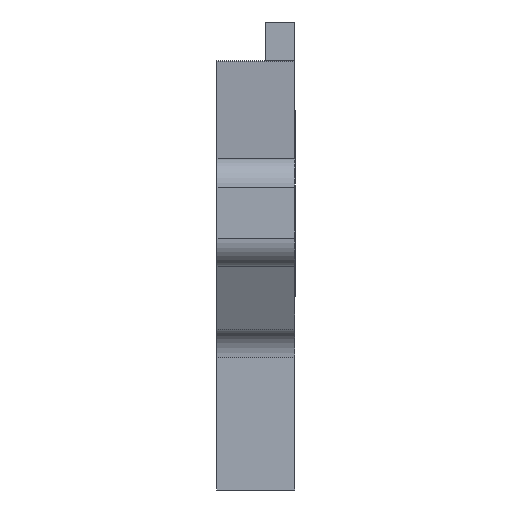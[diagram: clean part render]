
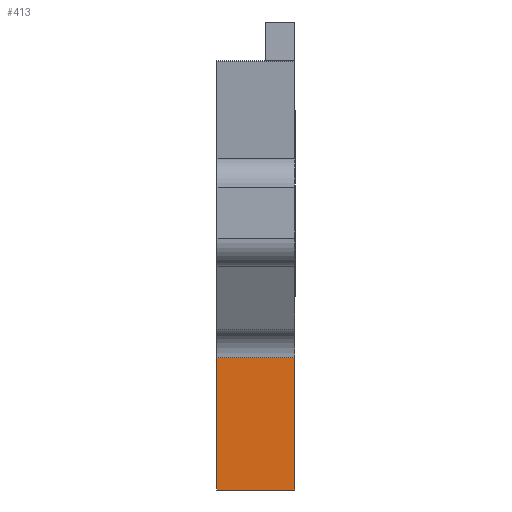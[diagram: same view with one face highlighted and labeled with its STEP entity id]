
A CAD part, left-side view. The second image highlights one B-rep face of the part: STEP entity #413.
In plain terms, the highlighted planar face has unit normal (-1, 0, 0).
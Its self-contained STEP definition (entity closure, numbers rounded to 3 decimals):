
#38 = EDGE_CURVE ( 'NONE', #533, #582, #1372, .T. ) ;
#130 = VECTOR ( 'NONE', #1961, 1000. ) ;
#272 = CARTESIAN_POINT ( 'NONE',  ( -15., 4., 0. ) ) ;
#353 = AXIS2_PLACEMENT_3D ( 'NONE', #272, #1797, #759 ) ;
#413 = ADVANCED_FACE ( 'NONE', ( #518 ), #1980, .F. ) ;
#518 = FACE_OUTER_BOUND ( 'NONE', #1553, .T. ) ;
#533 = VERTEX_POINT ( 'NONE', #1661 ) ;
#559 = VERTEX_POINT ( 'NONE', #1310 ) ;
#582 = VERTEX_POINT ( 'NONE', #2173 ) ;
#653 = DIRECTION ( 'NONE',  ( 0., -1., 0. ) ) ;
#759 = DIRECTION ( 'NONE',  ( 0., 0., -1. ) ) ;
#794 = CARTESIAN_POINT ( 'NONE',  ( -15., 4., 0. ) ) ;
#904 = ORIENTED_EDGE ( 'NONE', *, *, #1994, .T. ) ;
#915 = VECTOR ( 'NONE', #2142, 1000. ) ;
#1084 = LINE ( 'NONE', #1399, #130 ) ;
#1130 = VECTOR ( 'NONE', #1719, 1000. ) ;
#1200 = CARTESIAN_POINT ( 'NONE',  ( -15., 0., 0. ) ) ;
#1273 = CARTESIAN_POINT ( 'NONE',  ( -15., 4., 6.784 ) ) ;
#1310 = CARTESIAN_POINT ( 'NONE',  ( -15., 0., 0. ) ) ;
#1357 = VERTEX_POINT ( 'NONE', #1718 ) ;
#1372 = LINE ( 'NONE', #1273, #915 ) ;
#1399 = CARTESIAN_POINT ( 'NONE',  ( -15., 4., 0. ) ) ;
#1508 = EDGE_CURVE ( 'NONE', #1357, #582, #1084, .T. ) ;
#1553 = EDGE_LOOP ( 'NONE', ( #1723, #2013, #1962, #904 ) ) ;
#1641 = LINE ( 'NONE', #1200, #1130 ) ;
#1661 = CARTESIAN_POINT ( 'NONE',  ( -15., 0., 6.784 ) ) ;
#1692 = LINE ( 'NONE', #794, #2214 ) ;
#1718 = CARTESIAN_POINT ( 'NONE',  ( -15., 4., 0. ) ) ;
#1719 = DIRECTION ( 'NONE',  ( 0., 0., 1. ) ) ;
#1723 = ORIENTED_EDGE ( 'NONE', *, *, #2110, .T. ) ;
#1797 = DIRECTION ( 'NONE',  ( 1., 0., 0. ) ) ;
#1961 = DIRECTION ( 'NONE',  ( 0., 0., 1. ) ) ;
#1962 = ORIENTED_EDGE ( 'NONE', *, *, #1508, .F. ) ;
#1980 = PLANE ( 'NONE',  #353 ) ;
#1994 = EDGE_CURVE ( 'NONE', #1357, #559, #1692, .T. ) ;
#2013 = ORIENTED_EDGE ( 'NONE', *, *, #38, .T. ) ;
#2110 = EDGE_CURVE ( 'NONE', #559, #533, #1641, .T. ) ;
#2142 = DIRECTION ( 'NONE',  ( 0., 1., 0. ) ) ;
#2173 = CARTESIAN_POINT ( 'NONE',  ( -15., 4., 6.784 ) ) ;
#2214 = VECTOR ( 'NONE', #653, 1000. ) ;
